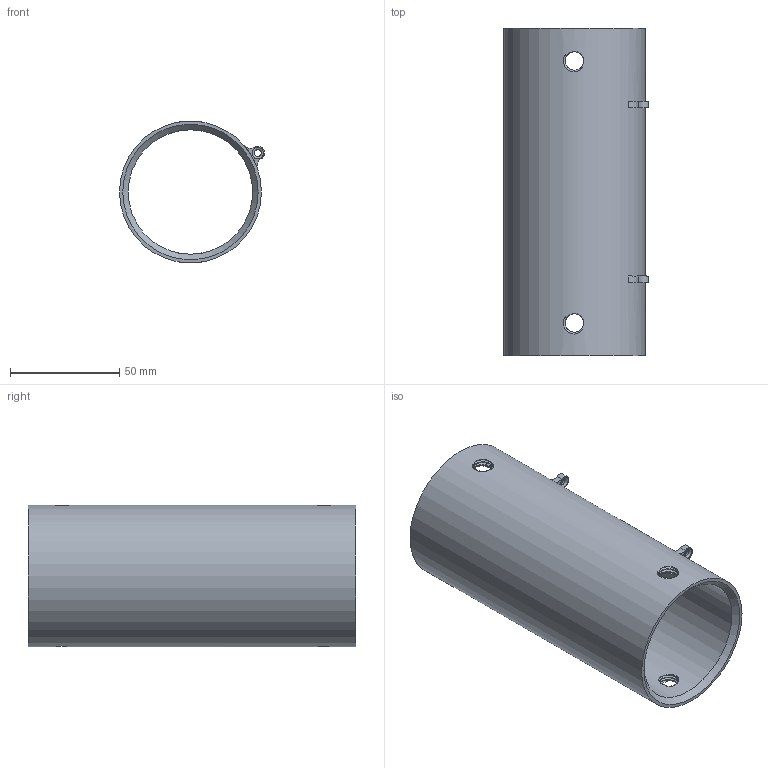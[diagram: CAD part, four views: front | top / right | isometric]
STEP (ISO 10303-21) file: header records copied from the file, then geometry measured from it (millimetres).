
FILE_DESCRIPTION(/* description */ (''),/* implementation_level */ '2;1');
FILE_NAME(/* name */ 'MidBody v25.step',/* time_stamp */ '2023-09-28T22:46:02-04:00',/* author */ (''),/* organization */ (''),/* preprocessor_version */ 'ST-DEVELOPER v20',/* originating_system */ 'Autodesk Translation Framework v12.14.0.127',/* authorisation */ '');
FILE_SCHEMA (('AUTOMOTIVE_DESIGN { 1 0 10303 214 3 1 1 }'));
Length unit declared in the file: millimetre
Products named in the file (1): MidBody
Bounding box: 66.41 x 150 x 65 mm (x, y, z)
Volume: 112934.8 mm3; surface area: 58975.2 mm2
Topology: 1 solids, 1 shells, 74 faces, 214 edges, 144 vertices
Faces by surface type: cylinder 44, plane 14, bspline 10, torus 4, cone 2
Full cylindrical faces by diameter (mm): 3.175 x2, 8.526 x8, 10.198 x8, 57 x1, 65 x1
Entity records: 5666 total; most frequent: CARTESIAN_POINT 3905, ORIENTED_EDGE 428, DIRECTION 256, EDGE_CURVE 214, VERTEX_POINT 144, B_SPLINE_CURVE_WITH_KNOTS 128, AXIS2_PLACEMENT_3D 105, EDGE_LOOP 90
